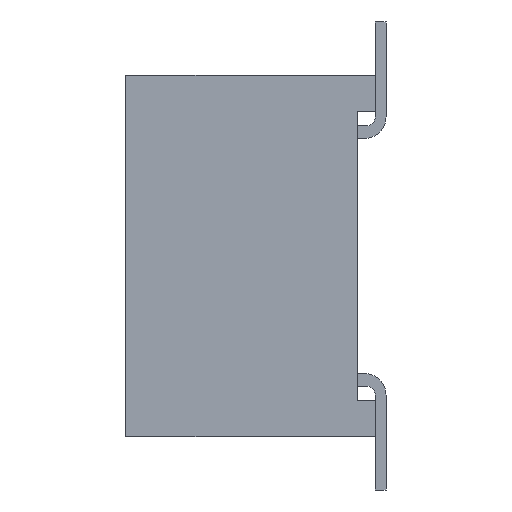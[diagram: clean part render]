
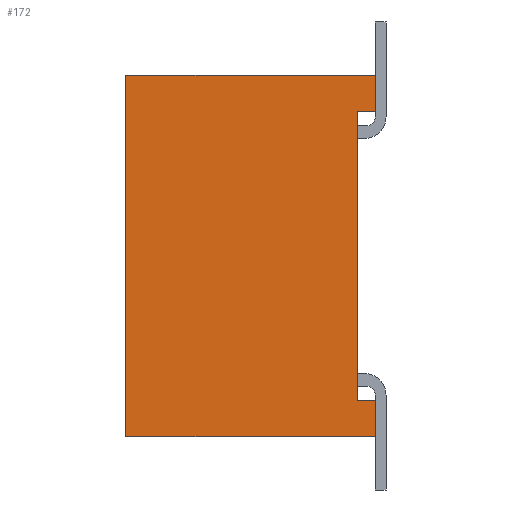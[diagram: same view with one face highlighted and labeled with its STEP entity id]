
A CAD part, left-side view. The second image highlights one B-rep face of the part: STEP entity #172.
In plain terms, the highlighted planar face has unit normal (-1, 0, 0).
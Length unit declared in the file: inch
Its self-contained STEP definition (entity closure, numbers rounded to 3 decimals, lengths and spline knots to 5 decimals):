
#172 = ADVANCED_FACE( '', ( #538 ), #539, .F. );
#538 = FACE_OUTER_BOUND( '', #1300, .T. );
#539 = PLANE( '', #1301 );
#1300 = EDGE_LOOP( '', ( #2112, #2113, #2114, #2115, #2116, #2117, #2118, #2119 ) );
#1301 = AXIS2_PLACEMENT_3D( '', #2120, #2121, #2122 );
#2112 = ORIENTED_EDGE( '', *, *, #5034, .T. );
#2113 = ORIENTED_EDGE( '', *, *, #5092, .T. );
#2114 = ORIENTED_EDGE( '', *, *, #5093, .F. );
#2115 = ORIENTED_EDGE( '', *, *, #5094, .F. );
#2116 = ORIENTED_EDGE( '', *, *, #5095, .T. );
#2117 = ORIENTED_EDGE( '', *, *, #5096, .T. );
#2118 = ORIENTED_EDGE( '', *, *, #5038, .T. );
#2119 = ORIENTED_EDGE( '', *, *, #5090, .T. );
#2120 = CARTESIAN_POINT( '', ( -0.3, 0.138, -0.1 ) );
#2121 = DIRECTION( '', ( 1., 0., 0. ) );
#2122 = DIRECTION( '', ( 0., 0., -1. ) );
#5034 = EDGE_CURVE( '', #6006, #6007, #6008, .T. );
#5038 = EDGE_CURVE( '', #6014, #6015, #6016, .T. );
#5090 = EDGE_CURVE( '', #6015, #6006, #6118, .T. );
#5092 = EDGE_CURVE( '', #6007, #6120, #6121, .T. );
#5093 = EDGE_CURVE( '', #6122, #6120, #6123, .T. );
#5094 = EDGE_CURVE( '', #6124, #6122, #6125, .T. );
#5095 = EDGE_CURVE( '', #6124, #6126, #6127, .T. );
#5096 = EDGE_CURVE( '', #6126, #6014, #6128, .T. );
#6006 = VERTEX_POINT( '', #7610 );
#6007 = VERTEX_POINT( '', #7611 );
#6008 = LINE( '', #7612, #7613 );
#6014 = VERTEX_POINT( '', #7622 );
#6015 = VERTEX_POINT( '', #7623 );
#6016 = LINE( '', #7624, #7625 );
#6118 = LINE( '', #7778, #7779 );
#6120 = VERTEX_POINT( '', #7782 );
#6121 = LINE( '', #7783, #7784 );
#6122 = VERTEX_POINT( '', #7785 );
#6123 = LINE( '', #7786, #7787 );
#6124 = VERTEX_POINT( '', #7788 );
#6125 = LINE( '', #7789, #7790 );
#6126 = VERTEX_POINT( '', #7791 );
#6127 = LINE( '', #7792, #7793 );
#6128 = LINE( '', #7794, #7795 );
#7610 = CARTESIAN_POINT( '', ( -0.3, 0.01, 0.08 ) );
#7611 = CARTESIAN_POINT( '', ( -0.3, 0., 0.08 ) );
#7612 = CARTESIAN_POINT( '', ( -0.3, 0.01, 0.08 ) );
#7613 = VECTOR( '', #10138, 39.37008 );
#7622 = CARTESIAN_POINT( '', ( -0.3, 0., -0.08 ) );
#7623 = CARTESIAN_POINT( '', ( -0.3, 0.01, -0.08 ) );
#7624 = CARTESIAN_POINT( '', ( -0.3, 0., -0.08 ) );
#7625 = VECTOR( '', #10142, 39.37008 );
#7778 = CARTESIAN_POINT( '', ( -0.3, 0.01, -0.08 ) );
#7779 = VECTOR( '', #10194, 39.37008 );
#7782 = CARTESIAN_POINT( '', ( -0.3, 0., 0.1 ) );
#7783 = CARTESIAN_POINT( '', ( -0.3, 0., -0.1 ) );
#7784 = VECTOR( '', #10196, 39.37008 );
#7785 = CARTESIAN_POINT( '', ( -0.3, 0.138, 0.1 ) );
#7786 = CARTESIAN_POINT( '', ( -0.3, 0.138, 0.1 ) );
#7787 = VECTOR( '', #10197, 39.37008 );
#7788 = CARTESIAN_POINT( '', ( -0.3, 0.138, -0.1 ) );
#7789 = CARTESIAN_POINT( '', ( -0.3, 0.138, -0.1 ) );
#7790 = VECTOR( '', #10198, 39.37008 );
#7791 = CARTESIAN_POINT( '', ( -0.3, 0., -0.1 ) );
#7792 = CARTESIAN_POINT( '', ( -0.3, 0.138, -0.1 ) );
#7793 = VECTOR( '', #10199, 39.37008 );
#7794 = CARTESIAN_POINT( '', ( -0.3, 0., -0.1 ) );
#7795 = VECTOR( '', #10200, 39.37008 );
#10138 = DIRECTION( '', ( 0., -1., 0. ) );
#10142 = DIRECTION( '', ( 0., 1., 0. ) );
#10194 = DIRECTION( '', ( 0., 0., 1. ) );
#10196 = DIRECTION( '', ( 0., 0., 1. ) );
#10197 = DIRECTION( '', ( 0., -1., 0. ) );
#10198 = DIRECTION( '', ( 0., 0., 1. ) );
#10199 = DIRECTION( '', ( 0., -1., 0. ) );
#10200 = DIRECTION( '', ( 0., 0., 1. ) );
